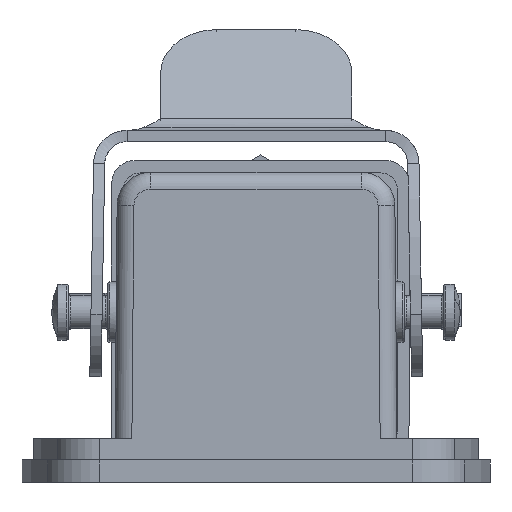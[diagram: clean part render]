
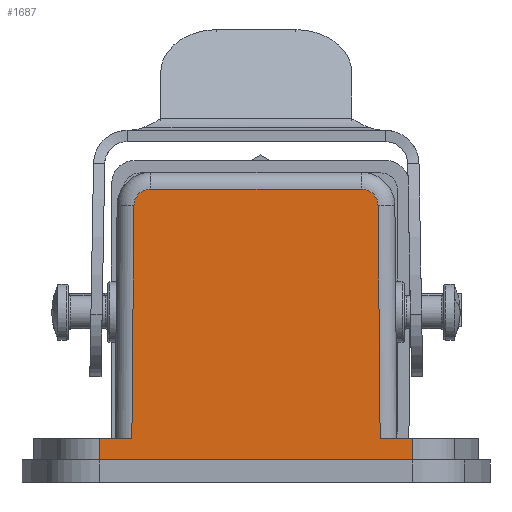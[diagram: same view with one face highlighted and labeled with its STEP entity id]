
A CAD part, left-side view. The second image highlights one B-rep face of the part: STEP entity #1687.
In plain terms, the highlighted planar face has unit normal (-1, 0, 0).
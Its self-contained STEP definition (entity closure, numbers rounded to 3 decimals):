
#1496=AXIS2_PLACEMENT_3D('Circle Axis2P3D',#1494,#1495,$) ;
#1597=AXIS2_PLACEMENT_3D('Circle Axis2P3D',#1595,#1596,$) ;
#1610=AXIS2_PLACEMENT_3D('Plane Axis2P3D',#1607,#1608,#1609) ;
#660=CARTESIAN_POINT('Vertex',(1.,30.408,26.2)) ;
#663=CARTESIAN_POINT('Line Origine',(1.,21.,26.2)) ;
#667=CARTESIAN_POINT('Vertex',(1.,11.592,26.2)) ;
#1494=CARTESIAN_POINT('Axis2P3D Location',(1.,11.592,24.7)) ;
#1498=CARTESIAN_POINT('Vertex',(1.,10.092,24.713)) ;
#1592=CARTESIAN_POINT('Vertex',(1.,31.908,24.713)) ;
#1595=CARTESIAN_POINT('Axis2P3D Location',(1.,30.408,24.7)) ;
#1607=CARTESIAN_POINT('Axis2P3D Location',(1.,21.,15.2)) ;
#1612=CARTESIAN_POINT('Line Origine',(1.,21.,2.)) ;
#1616=CARTESIAN_POINT('Vertex',(1.,7.,2.)) ;
#1618=CARTESIAN_POINT('Vertex',(1.,35.,2.)) ;
#1621=CARTESIAN_POINT('Line Origine',(1.,7.,2.95)) ;
#1625=CARTESIAN_POINT('Vertex',(1.,7.,3.9)) ;
#1628=CARTESIAN_POINT('Line Origine',(1.,7.705,3.9)) ;
#1632=CARTESIAN_POINT('Vertex',(1.,8.41,3.9)) ;
#1635=CARTESIAN_POINT('Line Origine',(1.,9.161,3.9)) ;
#1639=CARTESIAN_POINT('Vertex',(1.,9.911,3.9)) ;
#1642=CARTESIAN_POINT('Line Origine',(1.,10.001,14.307)) ;
#1647=CARTESIAN_POINT('Line Origine',(1.,31.999,14.307)) ;
#1651=CARTESIAN_POINT('Vertex',(1.,32.089,3.9)) ;
#1654=CARTESIAN_POINT('Line Origine',(1.,32.839,3.9)) ;
#1658=CARTESIAN_POINT('Vertex',(1.,33.59,3.9)) ;
#1661=CARTESIAN_POINT('Line Origine',(1.,34.295,3.9)) ;
#1665=CARTESIAN_POINT('Vertex',(1.,35.,3.9)) ;
#1668=CARTESIAN_POINT('Line Origine',(1.,35.,2.95)) ;
#664=DIRECTION('Vector Direction',(0.,1.,0.)) ;
#1495=DIRECTION('Axis2P3D Direction',(1.,0.,0.)) ;
#1596=DIRECTION('Axis2P3D Direction',(1.,0.,0.)) ;
#1608=DIRECTION('Axis2P3D Direction',(1.,0.,0.)) ;
#1609=DIRECTION('Axis2P3D XDirection',(0.,1.,0.)) ;
#1613=DIRECTION('Vector Direction',(0.,-1.,0.)) ;
#1622=DIRECTION('Vector Direction',(0.,0.,-1.)) ;
#1629=DIRECTION('Vector Direction',(0.,-1.,0.)) ;
#1636=DIRECTION('Vector Direction',(0.,1.,0.)) ;
#1643=DIRECTION('Vector Direction',(0.,-0.009,-1.)) ;
#1648=DIRECTION('Vector Direction',(0.,-0.009,1.)) ;
#1655=DIRECTION('Vector Direction',(0.,1.,0.)) ;
#1662=DIRECTION('Vector Direction',(0.,-1.,0.)) ;
#1669=DIRECTION('Vector Direction',(0.,0.,-1.)) ;
#665=VECTOR('Line Direction',#664,1.) ;
#1614=VECTOR('Line Direction',#1613,1.) ;
#1623=VECTOR('Line Direction',#1622,1.) ;
#1630=VECTOR('Line Direction',#1629,1.) ;
#1637=VECTOR('Line Direction',#1636,1.) ;
#1644=VECTOR('Line Direction',#1643,1.) ;
#1649=VECTOR('Line Direction',#1648,1.) ;
#1656=VECTOR('Line Direction',#1655,1.) ;
#1663=VECTOR('Line Direction',#1662,1.) ;
#1670=VECTOR('Line Direction',#1669,1.) ;
#1674=ORIENTED_EDGE('',*,*,#1620,.F.) ;
#1675=ORIENTED_EDGE('',*,*,#1627,.F.) ;
#1676=ORIENTED_EDGE('',*,*,#1634,.T.) ;
#1677=ORIENTED_EDGE('',*,*,#1641,.F.) ;
#1678=ORIENTED_EDGE('',*,*,#1646,.F.) ;
#1679=ORIENTED_EDGE('',*,*,#1500,.F.) ;
#1680=ORIENTED_EDGE('',*,*,#669,.F.) ;
#1681=ORIENTED_EDGE('',*,*,#1599,.F.) ;
#1682=ORIENTED_EDGE('',*,*,#1653,.F.) ;
#1683=ORIENTED_EDGE('',*,*,#1660,.F.) ;
#1684=ORIENTED_EDGE('',*,*,#1667,.T.) ;
#1685=ORIENTED_EDGE('',*,*,#1672,.T.) ;
#1687=ADVANCED_FACE('Hauptk\X2\00F6\X0\rper.1',(#1686),#1611,.F.) ;
#1497=CIRCLE('generated circle',#1496,1.5) ;
#1598=CIRCLE('generated circle',#1597,1.5) ;
#669=EDGE_CURVE('',#661,#668,#666,.F.) ;
#1500=EDGE_CURVE('',#668,#1499,#1497,.T.) ;
#1599=EDGE_CURVE('',#1593,#661,#1598,.T.) ;
#1620=EDGE_CURVE('',#1617,#1619,#1615,.F.) ;
#1627=EDGE_CURVE('',#1626,#1617,#1624,.T.) ;
#1634=EDGE_CURVE('',#1626,#1633,#1631,.F.) ;
#1641=EDGE_CURVE('',#1640,#1633,#1638,.F.) ;
#1646=EDGE_CURVE('',#1499,#1640,#1645,.T.) ;
#1653=EDGE_CURVE('',#1652,#1593,#1650,.T.) ;
#1660=EDGE_CURVE('',#1659,#1652,#1657,.F.) ;
#1667=EDGE_CURVE('',#1659,#1666,#1664,.F.) ;
#1672=EDGE_CURVE('',#1666,#1619,#1671,.T.) ;
#1673=EDGE_LOOP('',(#1674,#1675,#1676,#1677,#1678,#1679,#1680,#1681,#1682,#1683,#1684,#1685)) ;
#1686=FACE_OUTER_BOUND('',#1673,.T.) ;
#666=LINE('Line',#663,#665) ;
#1615=LINE('Line',#1612,#1614) ;
#1624=LINE('Line',#1621,#1623) ;
#1631=LINE('Line',#1628,#1630) ;
#1638=LINE('Line',#1635,#1637) ;
#1645=LINE('Line',#1642,#1644) ;
#1650=LINE('Line',#1647,#1649) ;
#1657=LINE('Line',#1654,#1656) ;
#1664=LINE('Line',#1661,#1663) ;
#1671=LINE('Line',#1668,#1670) ;
#1611=PLANE('',#1610) ;
#661=VERTEX_POINT('',#660) ;
#668=VERTEX_POINT('',#667) ;
#1499=VERTEX_POINT('',#1498) ;
#1593=VERTEX_POINT('',#1592) ;
#1617=VERTEX_POINT('',#1616) ;
#1619=VERTEX_POINT('',#1618) ;
#1626=VERTEX_POINT('',#1625) ;
#1633=VERTEX_POINT('',#1632) ;
#1640=VERTEX_POINT('',#1639) ;
#1652=VERTEX_POINT('',#1651) ;
#1659=VERTEX_POINT('',#1658) ;
#1666=VERTEX_POINT('',#1665) ;
